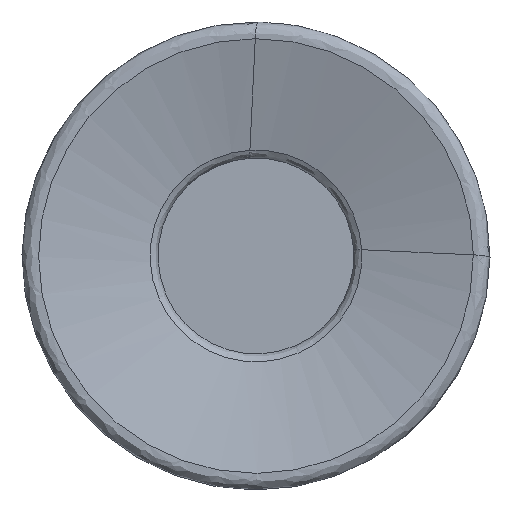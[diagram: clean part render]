
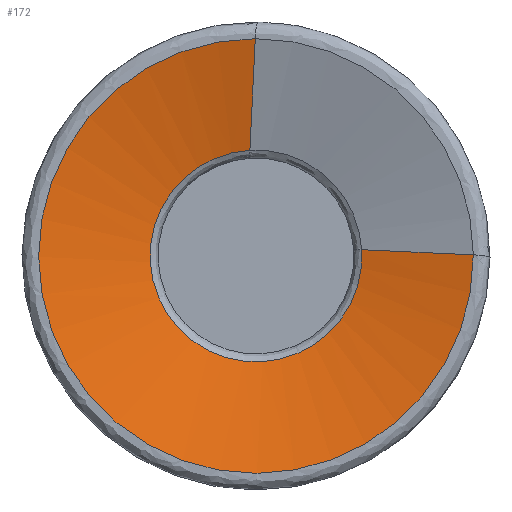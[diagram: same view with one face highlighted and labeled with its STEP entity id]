
A CAD part, left-side view. The second image highlights one B-rep face of the part: STEP entity #172.
In plain terms, the highlighted free-form (B-spline) face has degree [1, 3] with [2, 7] control points.
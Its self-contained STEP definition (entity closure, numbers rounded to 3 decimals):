
#35=(
BOUNDED_SURFACE()
B_SPLINE_SURFACE(1,3,((#878,#879,#880,#881,#882,#883,#884),(#885,#886,#887,
#888,#889,#890,#891)),.UNSPECIFIED.,.F.,.F.,.F.)
B_SPLINE_SURFACE_WITH_KNOTS((2,2),(4,3,4),(0.,1.),(0.,0.5,1.),
 .UNSPECIFIED.)
GEOMETRIC_REPRESENTATION_ITEM()
RATIONAL_B_SPLINE_SURFACE(((1.,0.588,0.588,1.,0.588,
0.588,1.),(1.,0.588,0.588,1.,0.588,
0.588,1.)))
REPRESENTATION_ITEM('')
SURFACE()
);
#50=LINE('',#876,#58);
#51=LINE('',#877,#59);
#58=VECTOR('',#675,1.);
#59=VECTOR('',#676,1.);
#172=ADVANCED_FACE('',(#193),#35,.F.);
#193=FACE_OUTER_BOUND('',#251,.T.);
#251=EDGE_LOOP('',(#318,#319,#320,#321));
#318=ORIENTED_EDGE('',*,*,#437,.F.);
#319=ORIENTED_EDGE('',*,*,#438,.F.);
#320=ORIENTED_EDGE('',*,*,#434,.T.);
#321=ORIENTED_EDGE('',*,*,#439,.F.);
#395=VERTEX_POINT('',#841);
#396=VERTEX_POINT('',#842);
#397=VERTEX_POINT('',#874);
#398=VERTEX_POINT('',#875);
#434=EDGE_CURVE('',#395,#396,#485,.T.);
#437=EDGE_CURVE('',#397,#398,#488,.T.);
#438=EDGE_CURVE('',#395,#397,#50,.T.);
#439=EDGE_CURVE('',#398,#396,#51,.T.);
#485=CIRCLE('',#551,7.917);
#488=CIRCLE('',#554,16.255);
#551=AXIS2_PLACEMENT_3D('',#840,#667,#668);
#554=AXIS2_PLACEMENT_3D('',#873,#673,#674);
#667=DIRECTION('',(1.,0.,0.));
#668=DIRECTION('',(0.,-0.998,0.06));
#673=DIRECTION('',(1.,0.,0.));
#674=DIRECTION('',(0.,-1.,0.005));
#675=DIRECTION('',(-0.258,-0.965,-0.045));
#676=DIRECTION('',(0.258,0.047,-0.965));
#840=CARTESIAN_POINT('',(2.265,0.,0.));
#841=CARTESIAN_POINT('',(2.265,-7.903,0.473));
#842=CARTESIAN_POINT('',(2.265,0.458,7.904));
#873=CARTESIAN_POINT('',(0.034,0.,0.));
#874=CARTESIAN_POINT('',(0.034,-16.255,0.085));
#875=CARTESIAN_POINT('',(0.034,0.054,16.255));
#876=CARTESIAN_POINT('',(2.265,-7.903,0.473));
#877=CARTESIAN_POINT('',(2.265,0.458,7.904));
#878=CARTESIAN_POINT('',(2.265,-7.903,0.473));
#879=CARTESIAN_POINT('',(2.265,-8.399,-7.804));
#880=CARTESIAN_POINT('',(2.265,-0.939,-11.427));
#881=CARTESIAN_POINT('',(2.265,5.259,-5.918));
#882=CARTESIAN_POINT('',(2.265,11.458,-0.409));
#883=CARTESIAN_POINT('',(2.265,8.737,7.424));
#884=CARTESIAN_POINT('',(2.265,0.458,7.904));
#885=CARTESIAN_POINT('',(0.034,-16.255,0.085));
#886=CARTESIAN_POINT('',(0.034,-16.344,-16.941));
#887=CARTESIAN_POINT('',(0.034,-0.645,-23.531));
#888=CARTESIAN_POINT('',(0.034,11.445,-11.543));
#889=CARTESIAN_POINT('',(0.034,23.535,0.444));
#890=CARTESIAN_POINT('',(0.034,17.079,16.199));
#891=CARTESIAN_POINT('',(0.034,0.054,16.255));
